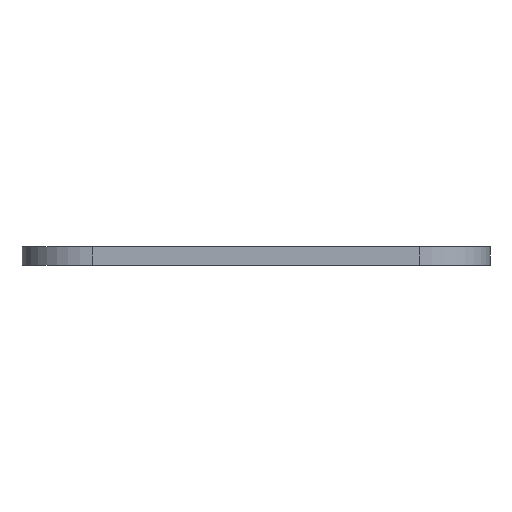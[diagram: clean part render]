
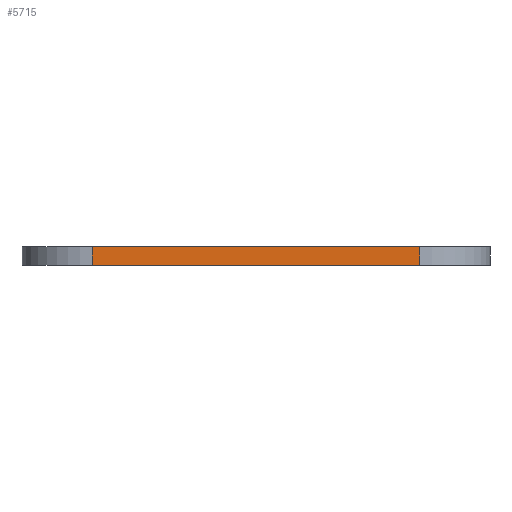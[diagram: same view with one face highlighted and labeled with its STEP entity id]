
A CAD part, left-side view. The second image highlights one B-rep face of the part: STEP entity #5715.
In plain terms, the highlighted planar face has unit normal (-1, 0, 0).
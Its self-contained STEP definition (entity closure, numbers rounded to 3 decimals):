
#84 = PLANE('',#85);
#85 = AXIS2_PLACEMENT_3D('',#86,#87,#88);
#86 = CARTESIAN_POINT('',(149.13,-96.86,1.6));
#87 = DIRECTION('',(0.,0.,1.));
#88 = DIRECTION('',(1.,0.,-0.));
#139 = PLANE('',#140);
#140 = AXIS2_PLACEMENT_3D('',#141,#142,#143);
#141 = CARTESIAN_POINT('',(149.13,-96.86,0.));
#142 = DIRECTION('',(0.,0.,1.));
#143 = DIRECTION('',(1.,0.,-0.));
#248 = CYLINDRICAL_SURFACE('',#249,6.);
#249 = AXIS2_PLACEMENT_3D('',#250,#251,#252);
#250 = CARTESIAN_POINT('',(100.63,-82.86,0.));
#251 = DIRECTION('',(-0.,-0.,-1.));
#252 = DIRECTION('',(1.,0.,-0.));
#309 = VERTEX_POINT('',#310);
#310 = CARTESIAN_POINT('',(94.63,-82.86,0.));
#332 = EDGE_CURVE('',#333,#309,#335,.T.);
#333 = VERTEX_POINT('',#334);
#334 = CARTESIAN_POINT('',(94.63,-110.86,0.));
#335 = SURFACE_CURVE('',#336,(#340,#347),.PCURVE_S1.);
#336 = LINE('',#337,#338);
#337 = CARTESIAN_POINT('',(94.63,-110.86,0.));
#338 = VECTOR('',#339,1.);
#339 = DIRECTION('',(0.,1.,0.));
#340 = PCURVE('',#139,#341);
#341 = DEFINITIONAL_REPRESENTATION('',(#342),#346);
#342 = LINE('',#343,#344);
#343 = CARTESIAN_POINT('',(-54.5,-14.));
#344 = VECTOR('',#345,1.);
#345 = DIRECTION('',(0.,1.));
#346 = ( GEOMETRIC_REPRESENTATION_CONTEXT(2) 
PARAMETRIC_REPRESENTATION_CONTEXT() REPRESENTATION_CONTEXT('2D SPACE',''
  ) );
#347 = PCURVE('',#348,#353);
#348 = PLANE('',#349);
#349 = AXIS2_PLACEMENT_3D('',#350,#351,#352);
#350 = CARTESIAN_POINT('',(94.63,-110.86,0.));
#351 = DIRECTION('',(-1.,0.,0.));
#352 = DIRECTION('',(0.,1.,0.));
#353 = DEFINITIONAL_REPRESENTATION('',(#354),#358);
#354 = LINE('',#355,#356);
#355 = CARTESIAN_POINT('',(0.,0.));
#356 = VECTOR('',#357,1.);
#357 = DIRECTION('',(1.,0.));
#358 = ( GEOMETRIC_REPRESENTATION_CONTEXT(2) 
PARAMETRIC_REPRESENTATION_CONTEXT() REPRESENTATION_CONTEXT('2D SPACE',''
  ) );
#377 = CYLINDRICAL_SURFACE('',#378,6.);
#378 = AXIS2_PLACEMENT_3D('',#379,#380,#381);
#379 = CARTESIAN_POINT('',(100.63,-110.86,0.));
#380 = DIRECTION('',(-0.,-0.,-1.));
#381 = DIRECTION('',(1.,0.,-0.));
#3205 = VERTEX_POINT('',#3206);
#3206 = CARTESIAN_POINT('',(94.63,-82.86,1.6));
#3228 = EDGE_CURVE('',#3229,#3205,#3231,.T.);
#3229 = VERTEX_POINT('',#3230);
#3230 = CARTESIAN_POINT('',(94.63,-110.86,1.6));
#3231 = SURFACE_CURVE('',#3232,(#3236,#3243),.PCURVE_S1.);
#3232 = LINE('',#3233,#3234);
#3233 = CARTESIAN_POINT('',(94.63,-110.86,1.6));
#3234 = VECTOR('',#3235,1.);
#3235 = DIRECTION('',(0.,1.,0.));
#3236 = PCURVE('',#84,#3237);
#3237 = DEFINITIONAL_REPRESENTATION('',(#3238),#3242);
#3238 = LINE('',#3239,#3240);
#3239 = CARTESIAN_POINT('',(-54.5,-14.));
#3240 = VECTOR('',#3241,1.);
#3241 = DIRECTION('',(0.,1.));
#3242 = ( GEOMETRIC_REPRESENTATION_CONTEXT(2) 
PARAMETRIC_REPRESENTATION_CONTEXT() REPRESENTATION_CONTEXT('2D SPACE',''
  ) );
#3243 = PCURVE('',#348,#3244);
#3244 = DEFINITIONAL_REPRESENTATION('',(#3245),#3249);
#3245 = LINE('',#3246,#3247);
#3246 = CARTESIAN_POINT('',(0.,-1.6));
#3247 = VECTOR('',#3248,1.);
#3248 = DIRECTION('',(1.,0.));
#3249 = ( GEOMETRIC_REPRESENTATION_CONTEXT(2) 
PARAMETRIC_REPRESENTATION_CONTEXT() REPRESENTATION_CONTEXT('2D SPACE',''
  ) );
#5667 = EDGE_CURVE('',#309,#3205,#5668,.T.);
#5668 = SURFACE_CURVE('',#5669,(#5673,#5680),.PCURVE_S1.);
#5669 = LINE('',#5670,#5671);
#5670 = CARTESIAN_POINT('',(94.63,-82.86,0.));
#5671 = VECTOR('',#5672,1.);
#5672 = DIRECTION('',(0.,0.,1.));
#5673 = PCURVE('',#248,#5674);
#5674 = DEFINITIONAL_REPRESENTATION('',(#5675),#5679);
#5675 = LINE('',#5676,#5677);
#5676 = CARTESIAN_POINT('',(-3.142,0.));
#5677 = VECTOR('',#5678,1.);
#5678 = DIRECTION('',(-0.,-1.));
#5679 = ( GEOMETRIC_REPRESENTATION_CONTEXT(2) 
PARAMETRIC_REPRESENTATION_CONTEXT() REPRESENTATION_CONTEXT('2D SPACE',''
  ) );
#5680 = PCURVE('',#348,#5681);
#5681 = DEFINITIONAL_REPRESENTATION('',(#5682),#5686);
#5682 = LINE('',#5683,#5684);
#5683 = CARTESIAN_POINT('',(28.,0.));
#5684 = VECTOR('',#5685,1.);
#5685 = DIRECTION('',(0.,-1.));
#5686 = ( GEOMETRIC_REPRESENTATION_CONTEXT(2) 
PARAMETRIC_REPRESENTATION_CONTEXT() REPRESENTATION_CONTEXT('2D SPACE',''
  ) );
#5715 = ADVANCED_FACE('',(#5716),#348,.T.);
#5716 = FACE_BOUND('',#5717,.T.);
#5717 = EDGE_LOOP('',(#5718,#5739,#5740,#5741));
#5718 = ORIENTED_EDGE('',*,*,#5719,.T.);
#5719 = EDGE_CURVE('',#333,#3229,#5720,.T.);
#5720 = SURFACE_CURVE('',#5721,(#5725,#5732),.PCURVE_S1.);
#5721 = LINE('',#5722,#5723);
#5722 = CARTESIAN_POINT('',(94.63,-110.86,0.));
#5723 = VECTOR('',#5724,1.);
#5724 = DIRECTION('',(0.,0.,1.));
#5725 = PCURVE('',#348,#5726);
#5726 = DEFINITIONAL_REPRESENTATION('',(#5727),#5731);
#5727 = LINE('',#5728,#5729);
#5728 = CARTESIAN_POINT('',(0.,0.));
#5729 = VECTOR('',#5730,1.);
#5730 = DIRECTION('',(0.,-1.));
#5731 = ( GEOMETRIC_REPRESENTATION_CONTEXT(2) 
PARAMETRIC_REPRESENTATION_CONTEXT() REPRESENTATION_CONTEXT('2D SPACE',''
  ) );
#5732 = PCURVE('',#377,#5733);
#5733 = DEFINITIONAL_REPRESENTATION('',(#5734),#5738);
#5734 = LINE('',#5735,#5736);
#5735 = CARTESIAN_POINT('',(-3.142,0.));
#5736 = VECTOR('',#5737,1.);
#5737 = DIRECTION('',(-0.,-1.));
#5738 = ( GEOMETRIC_REPRESENTATION_CONTEXT(2) 
PARAMETRIC_REPRESENTATION_CONTEXT() REPRESENTATION_CONTEXT('2D SPACE',''
  ) );
#5739 = ORIENTED_EDGE('',*,*,#3228,.T.);
#5740 = ORIENTED_EDGE('',*,*,#5667,.F.);
#5741 = ORIENTED_EDGE('',*,*,#332,.F.);
